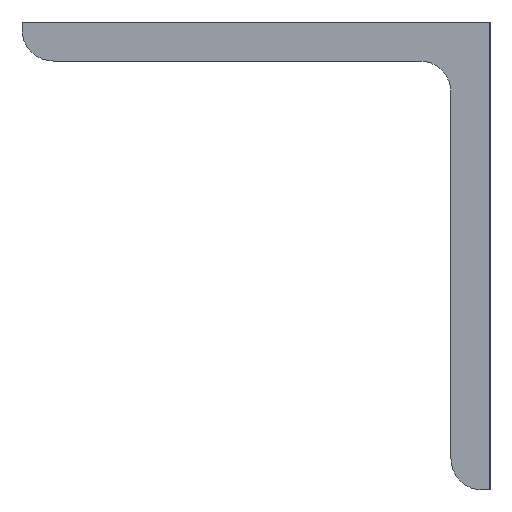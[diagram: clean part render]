
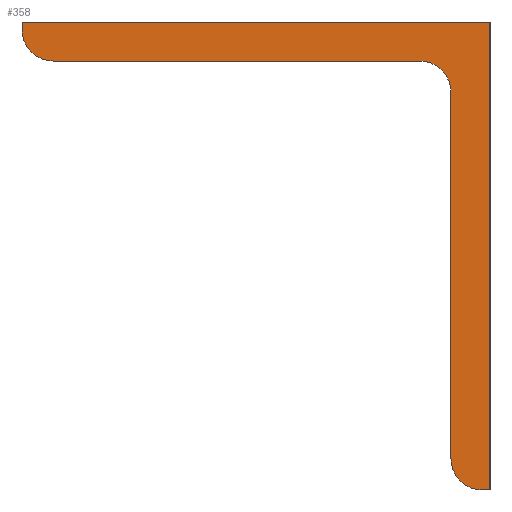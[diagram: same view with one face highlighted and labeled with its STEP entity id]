
A CAD part, left-side view. The second image highlights one B-rep face of the part: STEP entity #358.
In plain terms, the highlighted planar face has unit normal (-1, 0, 0).
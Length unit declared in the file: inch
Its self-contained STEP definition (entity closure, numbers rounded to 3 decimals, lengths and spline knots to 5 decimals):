
#15=CIRCLE('',#388,0.2);
#21=CIRCLE('',#398,0.2);
#23=CIRCLE('',#402,0.2);
#43=FACE_OUTER_BOUND('',#61,.T.);
#61=EDGE_LOOP('',(#276,#277,#278,#279,#280,#281,#282,#283,#284));
#70=LINE('',#521,#106);
#83=LINE('',#558,#119);
#87=LINE('',#570,#123);
#91=LINE('',#582,#127);
#94=LINE('',#588,#130);
#96=LINE('',#592,#132);
#106=VECTOR('',#421,39.37008);
#119=VECTOR('',#454,39.37008);
#123=VECTOR('',#466,39.37008);
#127=VECTOR('',#478,39.37008);
#130=VECTOR('',#483,39.37008);
#132=VECTOR('',#487,39.37008);
#142=VERTEX_POINT('',#518);
#143=VERTEX_POINT('',#520);
#145=VERTEX_POINT('',#526);
#157=VERTEX_POINT('',#556);
#159=VERTEX_POINT('',#562);
#161=VERTEX_POINT('',#568);
#163=VERTEX_POINT('',#574);
#165=VERTEX_POINT('',#580);
#167=VERTEX_POINT('',#586);
#174=EDGE_CURVE('',#142,#143,#70,.T.);
#178=EDGE_CURVE('',#145,#142,#15,.T.);
#193=EDGE_CURVE('',#157,#145,#83,.T.);
#196=EDGE_CURVE('',#159,#157,#21,.T.);
#199=EDGE_CURVE('',#161,#159,#87,.T.);
#202=EDGE_CURVE('',#163,#161,#23,.T.);
#205=EDGE_CURVE('',#165,#163,#91,.T.);
#208=EDGE_CURVE('',#167,#165,#94,.T.);
#210=EDGE_CURVE('',#143,#167,#96,.T.);
#276=ORIENTED_EDGE('',*,*,#174,.F.);
#277=ORIENTED_EDGE('',*,*,#178,.F.);
#278=ORIENTED_EDGE('',*,*,#193,.F.);
#279=ORIENTED_EDGE('',*,*,#196,.F.);
#280=ORIENTED_EDGE('',*,*,#199,.F.);
#281=ORIENTED_EDGE('',*,*,#202,.F.);
#282=ORIENTED_EDGE('',*,*,#205,.F.);
#283=ORIENTED_EDGE('',*,*,#208,.F.);
#284=ORIENTED_EDGE('',*,*,#210,.F.);
#323=PLANE('',#408);
#358=ADVANCED_FACE('',(#43),#323,.F.);
#388=AXIS2_PLACEMENT_3D('',#528,#428,#429);
#398=AXIS2_PLACEMENT_3D('',#564,#460,#461);
#402=AXIS2_PLACEMENT_3D('',#576,#472,#473);
#408=AXIS2_PLACEMENT_3D('',#601,#495,#496);
#421=DIRECTION('',(0.,0.,1.));
#428=DIRECTION('center_axis',(1.,0.,0.));
#429=DIRECTION('ref_axis',(0.,0.,-1.));
#454=DIRECTION('',(0.,1.,0.));
#460=DIRECTION('center_axis',(-1.,0.,0.));
#461=DIRECTION('ref_axis',(0.,0.,-1.));
#466=DIRECTION('',(0.,0.,1.));
#472=DIRECTION('center_axis',(1.,0.,0.));
#473=DIRECTION('ref_axis',(0.,0.,1.));
#478=DIRECTION('',(0.,1.,0.));
#483=DIRECTION('',(0.,0.,-1.));
#487=DIRECTION('',(0.,-1.,0.));
#495=DIRECTION('center_axis',(1.,0.,0.));
#496=DIRECTION('ref_axis',(0.,0.,-1.));
#518=CARTESIAN_POINT('',(-36.,3.,-0.05));
#520=CARTESIAN_POINT('',(-36.,3.,0.));
#521=CARTESIAN_POINT('',(-36.,3.,0.));
#526=CARTESIAN_POINT('',(-36.,2.8,-0.25));
#528=CARTESIAN_POINT('Origin',(-36.,2.8,-0.05));
#556=CARTESIAN_POINT('',(-36.,0.45,-0.25));
#558=CARTESIAN_POINT('',(-36.,2.8,-0.25));
#562=CARTESIAN_POINT('',(-36.,0.25,-0.45));
#564=CARTESIAN_POINT('Origin',(-36.,0.45,-0.45));
#568=CARTESIAN_POINT('',(-36.,0.25,-2.8));
#570=CARTESIAN_POINT('',(-36.,0.25,-0.45));
#574=CARTESIAN_POINT('',(-36.,0.05,-3.));
#576=CARTESIAN_POINT('Origin',(-36.,0.05,-2.8));
#580=CARTESIAN_POINT('',(-36.,0.,-3.));
#582=CARTESIAN_POINT('',(-36.,0.05,-3.));
#586=CARTESIAN_POINT('',(-36.,0.,0.));
#588=CARTESIAN_POINT('',(-36.,0.,0.));
#592=CARTESIAN_POINT('',(-36.,3.,0.));
#601=CARTESIAN_POINT('Origin',(-36.,2.8,-0.05));
